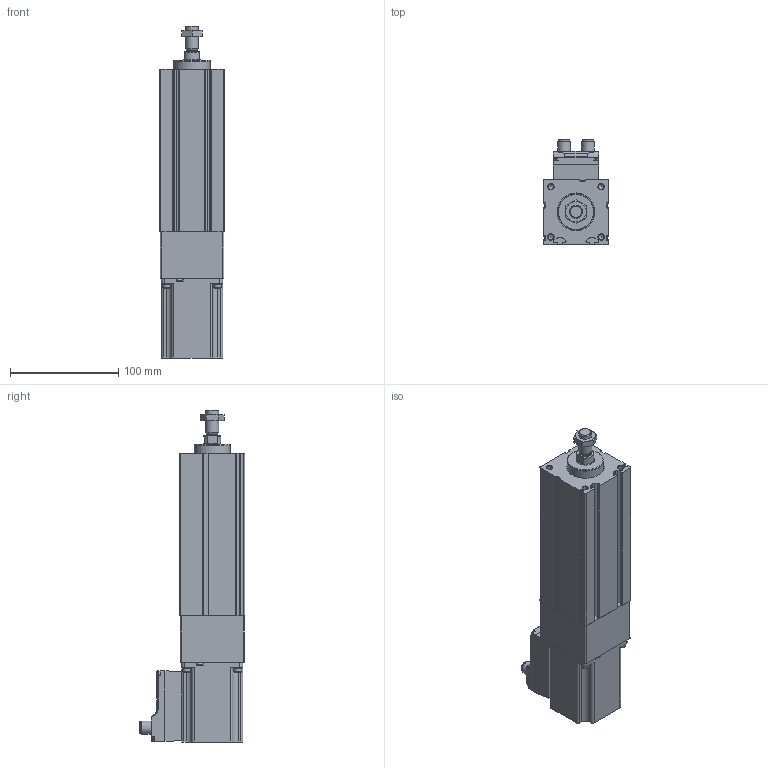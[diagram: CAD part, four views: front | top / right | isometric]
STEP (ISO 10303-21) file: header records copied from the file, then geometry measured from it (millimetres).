
FILE_DESCRIPTION(/* description */ ('STEP AP214'),/* implementation_level */ '2;1');
FILE_NAME(/* name */ '8118287_EPCS-BS-60-50-5P-A-ST-M-H1-PLK-AA',/* time_stamp */ '2024-08-28T05:22:26+02:00',/* author */ ('License CC BY-ND 4.0'),/* organization */ ('CADENAS'),/* preprocessor_version */ 'ST-DEVELOPER v19.3',/* originating_system */ 'PARTsolutions',/* authorisation */ ' ');
FILE_SCHEMA (('AUTOMOTIVE_DESIGN {1 0 10303 214 3 1 1}'));
Length unit declared in the file: millimetre
Products named in the file (15): 8118287 EPCS-BS-60-50-5P-A-ST-M-H1-PLK-AA---(0_high); 5428914 EPCC-BS-60-50---(mechanical highh); 5428914 EPCC-BS-60-50---(mechanical highp); DIN-439-B - M12x1.25(F); 340117 G1/4-AEVU; 8141994 EAMC-30-GB16-D10x10-A; ISO 14580 M5x12; DIN-912 - M4x12(F); 4327034 EAMM-A-T42-57A---(P); ISO-4762 M4x16; ISO-4762 M4x40; 8160586 EAMC-30-GB16-D6.35x10; 4953967 EAMC-30-GS16; ISO-4762 M4x12; 8084400 EMCS-57---(high)
Assembly tree (20 placements, depth 2):
  8118287 EPCS-BS-60-50-5P-A-ST-M-H1-PLK-AA---(0_high)
    5428914 EPCC-BS-60-50---(mechanical highh)
    5428914 EPCC-BS-60-50---(mechanical highp)
    DIN-439-B - M12x1.25(F)
    340117 G1/4-AEVU
    8141994 EAMC-30-GB16-D10x10-A
    ISO 14580 M5x12
    DIN-912 - M4x12(F)
    4327034 EAMM-A-T42-57A---(P)
    ISO-4762 M4x16  x4
    ISO-4762 M4x40  x4
    8160586 EAMC-30-GB16-D6.35x10
    4953967 EAMC-30-GS16
    ISO-4762 M4x12
    8084400 EMCS-57---(high)
Bounding box: 60 x 97.3 x 306.5 mm (x, y, z)
Volume: 928489 mm3; surface area: 157521.5 mm2
Topology: 20 solids, 20 shells, 1171 faces, 2925 edges, 1883 vertices
Faces by surface type: plane 527, cylinder 417, cone 195, torus 32
Full cylindrical faces by diameter (mm): 0.8 x8, 1.5 x4, 3 x4, 3.242 x11, 4 x10, 4.134 x1, 4.4 x4, 4.5 x5, 4.51 x1, 4.917 x4, 5 x5, 5.5 x8, 6.35 x1, 7 x10, 7.4 x1, 8 x4, 8.2 x1, 8.4 x2, 9 x1, 9.02 x2, 10 x2, 10.5 x1, 10.647 x1, 10.7 x2, 11.445 x1, 12 x3, 13.157 x1, 14 x1, 16 x1, 16.8 x2
Entity records: 33179 total; most frequent: CARTESIAN_POINT 5516, DIRECTION 5140, ORIENTED_EDGE 4570, EDGE_CURVE 2285, AXIS2_PLACEMENT_3D 1974, VERTEX_POINT 1619, FACE_BOUND 1342, EDGE_LOOP 1320
